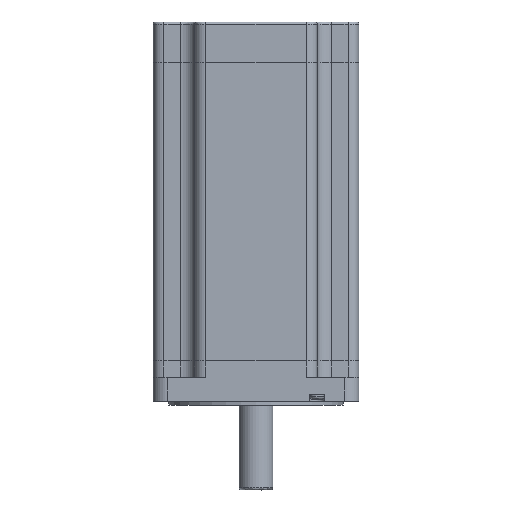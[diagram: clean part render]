
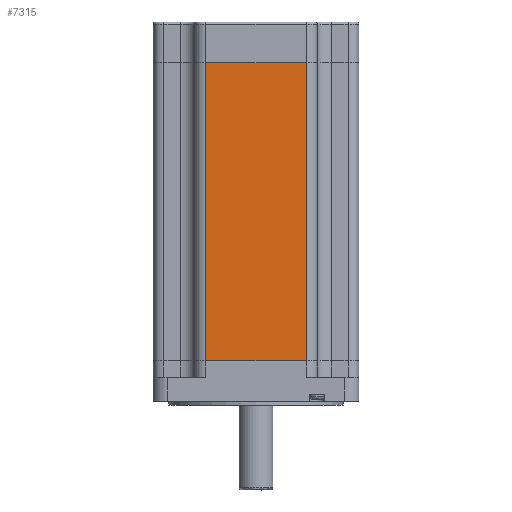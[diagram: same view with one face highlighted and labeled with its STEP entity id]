
A CAD part, front view. The second image highlights one B-rep face of the part: STEP entity #7315.
In plain terms, the highlighted planar face has unit normal (0, -1, 0).
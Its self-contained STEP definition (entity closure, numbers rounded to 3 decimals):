
#276 = EDGE_CURVE ( 'NONE', #7772, #8310, #4717, .T. ) ;
#629 = DIRECTION ( 'NONE',  ( 0., 0., -1. ) ) ;
#1116 = CARTESIAN_POINT ( 'NONE',  ( 43., -43., 17. ) ) ;
#1831 = CARTESIAN_POINT ( 'NONE',  ( -21., -43., 0. ) ) ;
#2202 = VECTOR ( 'NONE', #5560, 1000. ) ;
#2219 = EDGE_CURVE ( 'NONE', #4363, #3139, #5866, .T. ) ;
#2365 = CARTESIAN_POINT ( 'NONE',  ( -21., -43., -124.5 ) ) ;
#2833 = ORIENTED_EDGE ( 'NONE', *, *, #5462, .F. ) ;
#2958 = LINE ( 'NONE', #7592, #2202 ) ;
#3139 = VERTEX_POINT ( 'NONE', #8066 ) ;
#3403 = VECTOR ( 'NONE', #629, 1000. ) ;
#3432 = VECTOR ( 'NONE', #8096, 1000. ) ;
#3716 = DIRECTION ( 'NONE',  ( 0., 1., 0. ) ) ;
#4049 = AXIS2_PLACEMENT_3D ( 'NONE', #1116, #3716, #6223 ) ;
#4209 = LINE ( 'NONE', #5516, #4419 ) ;
#4264 = EDGE_LOOP ( 'NONE', ( #7840, #5230, #2833, #7969 ) ) ;
#4361 = PLANE ( 'NONE',  #4049 ) ;
#4363 = VERTEX_POINT ( 'NONE', #7182 ) ;
#4419 = VECTOR ( 'NONE', #5430, 1000. ) ;
#4717 = LINE ( 'NONE', #6722, #3432 ) ;
#5182 = CARTESIAN_POINT ( 'NONE',  ( 21., -43., 17. ) ) ;
#5230 = ORIENTED_EDGE ( 'NONE', *, *, #276, .F. ) ;
#5430 = DIRECTION ( 'NONE',  ( -1., 0., 0. ) ) ;
#5462 = EDGE_CURVE ( 'NONE', #3139, #7772, #4209, .T. ) ;
#5499 = FACE_OUTER_BOUND ( 'NONE', #4264, .T. ) ;
#5516 = CARTESIAN_POINT ( 'NONE',  ( 43., -43., -124.5 ) ) ;
#5560 = DIRECTION ( 'NONE',  ( -1., 0., 0. ) ) ;
#5627 = EDGE_CURVE ( 'NONE', #4363, #8310, #2958, .T. ) ;
#5866 = LINE ( 'NONE', #5182, #3403 ) ;
#6223 = DIRECTION ( 'NONE',  ( -1., 0., 0. ) ) ;
#6722 = CARTESIAN_POINT ( 'NONE',  ( -21., -43., 0. ) ) ;
#7182 = CARTESIAN_POINT ( 'NONE',  ( 21., -43., 0. ) ) ;
#7315 = ADVANCED_FACE ( 'NONE', ( #5499 ), #4361, .F. ) ;
#7592 = CARTESIAN_POINT ( 'NONE',  ( 0., -43., 0. ) ) ;
#7772 = VERTEX_POINT ( 'NONE', #2365 ) ;
#7840 = ORIENTED_EDGE ( 'NONE', *, *, #5627, .T. ) ;
#7969 = ORIENTED_EDGE ( 'NONE', *, *, #2219, .F. ) ;
#8066 = CARTESIAN_POINT ( 'NONE',  ( 21., -43., -124.5 ) ) ;
#8096 = DIRECTION ( 'NONE',  ( 0., 0., 1. ) ) ;
#8310 = VERTEX_POINT ( 'NONE', #1831 ) ;
